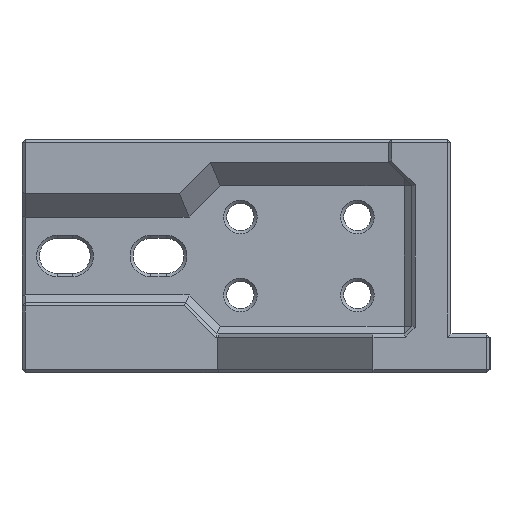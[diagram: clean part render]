
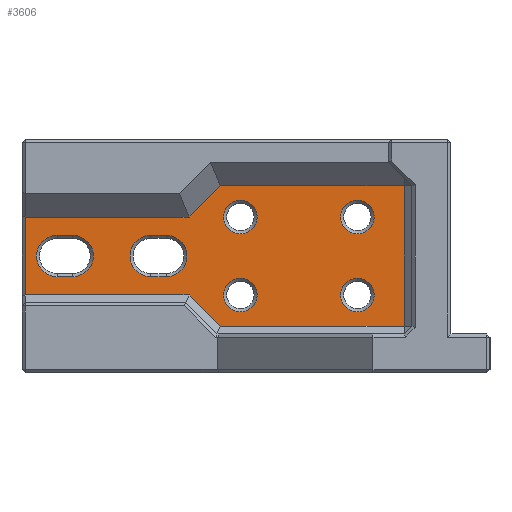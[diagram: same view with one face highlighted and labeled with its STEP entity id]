
A CAD part, left-side view. The second image highlights one B-rep face of the part: STEP entity #3606.
In plain terms, the highlighted planar face has unit normal (-1, 0, 0).
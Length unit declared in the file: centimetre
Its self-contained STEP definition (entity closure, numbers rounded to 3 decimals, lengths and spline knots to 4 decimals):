
#95=FACE_BOUND($,#612,.T.);
#96=FACE_BOUND($,#613,.T.);
#97=FACE_BOUND($,#614,.T.);
#98=FACE_BOUND($,#615,.T.);
#99=FACE_BOUND($,#616,.T.);
#100=FACE_BOUND($,#617,.T.);
#101=FACE_BOUND($,#618,.T.);
#156=CIRCLE($,#3878,0.265);
#157=CIRCLE($,#3879,0.265);
#158=CIRCLE($,#3880,0.215);
#159=CIRCLE($,#3881,0.215);
#160=CIRCLE($,#3882,0.215);
#161=CIRCLE($,#3883,0.215);
#162=CIRCLE($,#3884,0.265);
#163=CIRCLE($,#3885,0.265);
#612=EDGE_LOOP($,(#3057,#3058,#3059,#3060));
#613=EDGE_LOOP($,(#3061));
#614=EDGE_LOOP($,(#3062));
#615=EDGE_LOOP($,(#3063));
#616=EDGE_LOOP($,(#3064));
#617=EDGE_LOOP($,(#3065,#3066,#3067,#3068));
#618=EDGE_LOOP($,(#3069,#3070,#3071,#3072,#3073,#3074,#3075,#3076));
#1020=LINE($,#5720,#1440);
#1042=LINE($,#5762,#1462);
#1043=LINE($,#5766,#1463);
#1044=LINE($,#5770,#1464);
#1045=LINE($,#5784,#1465);
#1046=LINE($,#5787,#1466);
#1047=LINE($,#5789,#1467);
#1048=LINE($,#5791,#1468);
#1049=LINE($,#5793,#1469);
#1050=LINE($,#5795,#1470);
#1051=LINE($,#5797,#1471);
#1052=LINE($,#5798,#1472);
#1440=VECTOR($,#4705,1.);
#1462=VECTOR($,#4749,2.1014);
#1463=VECTOR($,#4752,0.2);
#1464=VECTOR($,#4755,0.2);
#1465=VECTOR($,#4768,0.2);
#1466=VECTOR($,#4771,0.2);
#1467=VECTOR($,#4772,0.5657);
#1468=VECTOR($,#4773,2.3586);
#1469=VECTOR($,#4774,1.8);
#1470=VECTOR($,#4775,2.3586);
#1471=VECTOR($,#4776,0.5657);
#1472=VECTOR($,#4777,2.1014);
#1747=VERTEX_POINT($,#5718);
#1748=VERTEX_POINT($,#5719);
#1757=VERTEX_POINT($,#5760);
#1758=VERTEX_POINT($,#5764);
#1759=VERTEX_POINT($,#5765);
#1760=VERTEX_POINT($,#5767);
#1761=VERTEX_POINT($,#5769);
#1762=VERTEX_POINT($,#5772);
#1763=VERTEX_POINT($,#5774);
#1764=VERTEX_POINT($,#5776);
#1765=VERTEX_POINT($,#5778);
#1766=VERTEX_POINT($,#5780);
#1767=VERTEX_POINT($,#5781);
#1768=VERTEX_POINT($,#5783);
#1769=VERTEX_POINT($,#5785);
#1770=VERTEX_POINT($,#5788);
#1771=VERTEX_POINT($,#5790);
#1772=VERTEX_POINT($,#5792);
#1773=VERTEX_POINT($,#5794);
#1774=VERTEX_POINT($,#5796);
#2182=EDGE_CURVE($,#1747,#1748,#1020,.T.);
#2204=EDGE_CURVE($,#1748,#1757,#1042,.T.);
#2205=EDGE_CURVE($,#1758,#1759,#1043,.T.);
#2206=EDGE_CURVE($,#1759,#1760,#156,.T.);
#2207=EDGE_CURVE($,#1760,#1761,#1044,.T.);
#2208=EDGE_CURVE($,#1761,#1758,#157,.T.);
#2209=EDGE_CURVE($,#1762,#1762,#158,.T.);
#2210=EDGE_CURVE($,#1763,#1763,#159,.T.);
#2211=EDGE_CURVE($,#1764,#1764,#160,.T.);
#2212=EDGE_CURVE($,#1765,#1765,#161,.T.);
#2213=EDGE_CURVE($,#1766,#1767,#162,.T.);
#2214=EDGE_CURVE($,#1767,#1768,#1045,.T.);
#2215=EDGE_CURVE($,#1768,#1769,#163,.T.);
#2216=EDGE_CURVE($,#1769,#1766,#1046,.T.);
#2217=EDGE_CURVE($,#1757,#1770,#1047,.T.);
#2218=EDGE_CURVE($,#1770,#1771,#1048,.T.);
#2219=EDGE_CURVE($,#1771,#1772,#1049,.T.);
#2220=EDGE_CURVE($,#1772,#1773,#1050,.T.);
#2221=EDGE_CURVE($,#1773,#1774,#1051,.T.);
#2222=EDGE_CURVE($,#1774,#1747,#1052,.T.);
#3057=ORIENTED_EDGE($,*,*,#2205,.T.);
#3058=ORIENTED_EDGE($,*,*,#2206,.T.);
#3059=ORIENTED_EDGE($,*,*,#2207,.T.);
#3060=ORIENTED_EDGE($,*,*,#2208,.T.);
#3061=ORIENTED_EDGE($,*,*,#2209,.T.);
#3062=ORIENTED_EDGE($,*,*,#2210,.T.);
#3063=ORIENTED_EDGE($,*,*,#2211,.T.);
#3064=ORIENTED_EDGE($,*,*,#2212,.T.);
#3065=ORIENTED_EDGE($,*,*,#2213,.T.);
#3066=ORIENTED_EDGE($,*,*,#2214,.T.);
#3067=ORIENTED_EDGE($,*,*,#2215,.T.);
#3068=ORIENTED_EDGE($,*,*,#2216,.T.);
#3069=ORIENTED_EDGE($,*,*,#2182,.T.);
#3070=ORIENTED_EDGE($,*,*,#2204,.T.);
#3071=ORIENTED_EDGE($,*,*,#2217,.T.);
#3072=ORIENTED_EDGE($,*,*,#2218,.T.);
#3073=ORIENTED_EDGE($,*,*,#2219,.T.);
#3074=ORIENTED_EDGE($,*,*,#2220,.T.);
#3075=ORIENTED_EDGE($,*,*,#2221,.T.);
#3076=ORIENTED_EDGE($,*,*,#2222,.T.);
#3400=PLANE($,#3877);
#3606=ADVANCED_FACE($,(#95,#96,#97,#98,#99,#100,#101),#3400,.F.);
#3877=AXIS2_PLACEMENT_3D($,#5763,#4750,#4751);
#3878=AXIS2_PLACEMENT_3D($,#5768,#4753,#4754);
#3879=AXIS2_PLACEMENT_3D($,#5771,#4756,#4757);
#3880=AXIS2_PLACEMENT_3D($,#5773,#4758,#4759);
#3881=AXIS2_PLACEMENT_3D($,#5775,#4760,#4761);
#3882=AXIS2_PLACEMENT_3D($,#5777,#4762,#4763);
#3883=AXIS2_PLACEMENT_3D($,#5779,#4764,#4765);
#3884=AXIS2_PLACEMENT_3D($,#5782,#4766,#4767);
#3885=AXIS2_PLACEMENT_3D($,#5786,#4769,#4770);
#4705=DIRECTION($,(0.,0.,-1.));
#4749=DIRECTION($,(0.,-1.,0.));
#4750=DIRECTION('center_axis',(1.,0.,0.));
#4751=DIRECTION('ref_axis',(0.,0.,1.));
#4752=DIRECTION($,(0.,-1.,0.));
#4753=DIRECTION('center_axis',(1.,0.,0.));
#4754=DIRECTION('ref_axis',(0.,0.,-1.));
#4755=DIRECTION($,(0.,1.,0.));
#4756=DIRECTION('center_axis',(1.,0.,0.));
#4757=DIRECTION('ref_axis',(0.,0.,-1.));
#4758=DIRECTION('center_axis',(1.,0.,0.));
#4759=DIRECTION('ref_axis',(0.,0.,1.));
#4760=DIRECTION('center_axis',(1.,0.,0.));
#4761=DIRECTION('ref_axis',(0.,0.,1.));
#4762=DIRECTION('center_axis',(1.,0.,0.));
#4763=DIRECTION('ref_axis',(0.,0.,1.));
#4764=DIRECTION('center_axis',(1.,0.,0.));
#4765=DIRECTION('ref_axis',(0.,0.,1.));
#4766=DIRECTION('center_axis',(1.,0.,0.));
#4767=DIRECTION('ref_axis',(0.,0.,-1.));
#4768=DIRECTION($,(0.,-1.,0.));
#4769=DIRECTION('center_axis',(1.,0.,0.));
#4770=DIRECTION('ref_axis',(0.,0.,-1.));
#4771=DIRECTION($,(0.,1.,0.));
#4772=DIRECTION($,(0.,-0.707,-0.707));
#4773=DIRECTION($,(0.,-1.,0.));
#4774=DIRECTION($,(0.,0.,1.));
#4775=DIRECTION($,(0.,1.,0.));
#4776=DIRECTION($,(0.,0.707,-0.707));
#4777=DIRECTION($,(0.,1.,0.));
#5718=CARTESIAN_POINT('',(-15.,10.31,2.));
#5719=CARTESIAN_POINT('',(-15.,10.31,1.));
#5720=CARTESIAN_POINT($,(-15.,10.31,0.5));
#5760=CARTESIAN_POINT('',(-15.,8.2086,1.));
#5762=CARTESIAN_POINT($,(-15.,7.825,1.));
#5763=CARTESIAN_POINT('Origin',(-15.,7.8,0.5));
#5764=CARTESIAN_POINT('',(-15.,8.7,1.765));
#5765=CARTESIAN_POINT('',(-15.,8.5,1.765));
#5766=CARTESIAN_POINT($,(-15.,7.8,1.765));
#5767=CARTESIAN_POINT('',(-15.,8.5,1.235));
#5768=CARTESIAN_POINT('Origin',(-15.,8.5,1.5));
#5769=CARTESIAN_POINT('',(-15.,8.7,1.235));
#5770=CARTESIAN_POINT($,(-15.,7.8,1.235));
#5771=CARTESIAN_POINT('Origin',(-15.,8.7,1.5));
#5772=CARTESIAN_POINT('',(-15.,6.05,0.785));
#5773=CARTESIAN_POINT('Origin',(-15.,6.05,1.));
#5774=CARTESIAN_POINT('',(-15.,6.05,1.785));
#5775=CARTESIAN_POINT('Origin',(-15.,6.05,2.));
#5776=CARTESIAN_POINT('',(-15.,7.55,1.785));
#5777=CARTESIAN_POINT('Origin',(-15.,7.55,2.));
#5778=CARTESIAN_POINT('',(-15.,7.55,0.785));
#5779=CARTESIAN_POINT('Origin',(-15.,7.55,1.));
#5780=CARTESIAN_POINT('',(-15.,9.9,1.235));
#5781=CARTESIAN_POINT('',(-15.,9.9,1.765));
#5782=CARTESIAN_POINT('Origin',(-15.,9.9,1.5));
#5783=CARTESIAN_POINT('',(-15.,9.7,1.765));
#5784=CARTESIAN_POINT($,(-15.,7.8,1.765));
#5785=CARTESIAN_POINT('',(-15.,9.7,1.235));
#5786=CARTESIAN_POINT('Origin',(-15.,9.7,1.5));
#5787=CARTESIAN_POINT($,(-15.,7.8,1.235));
#5788=CARTESIAN_POINT('',(-15.,7.8086,0.6));
#5789=CARTESIAN_POINT($,(-15.,7.8668,0.6582));
#5790=CARTESIAN_POINT('',(-15.,5.45,0.6));
#5791=CARTESIAN_POINT($,(-15.,7.5625,0.6));
#5792=CARTESIAN_POINT('',(-15.,5.45,2.4));
#5793=CARTESIAN_POINT($,(-15.,5.45,1.));
#5794=CARTESIAN_POINT('',(-15.,7.8086,2.4));
#5795=CARTESIAN_POINT($,(-15.,7.825,2.4));
#5796=CARTESIAN_POINT('',(-15.,8.2086,2.));
#5797=CARTESIAN_POINT($,(-15.,8.3668,1.8418));
#5798=CARTESIAN_POINT($,(-15.,7.825,2.));
